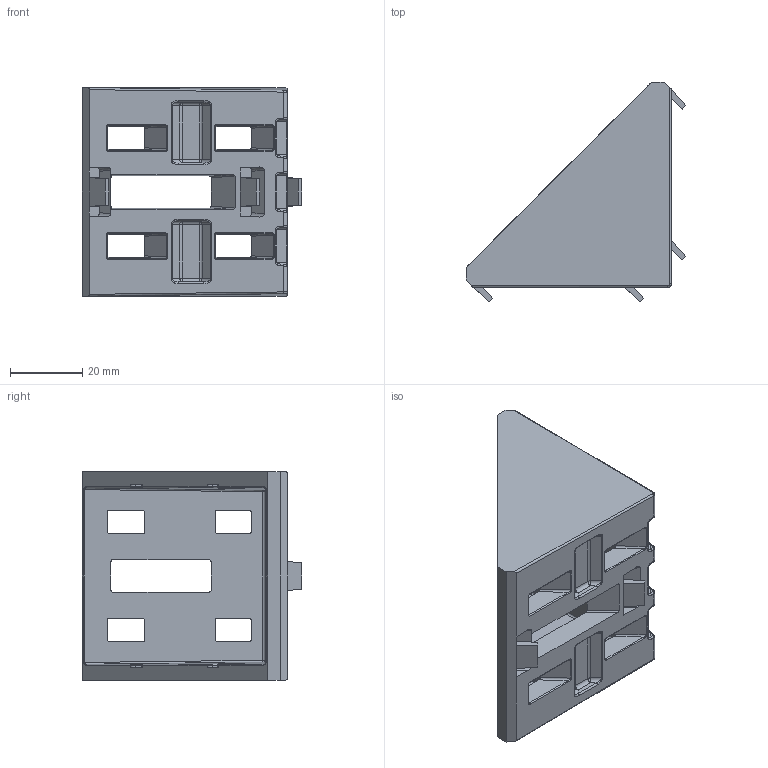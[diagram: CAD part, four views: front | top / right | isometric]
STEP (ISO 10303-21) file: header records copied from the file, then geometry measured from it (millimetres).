
FILE_DESCRIPTION (( 'STEP AP214' ), '1' );
FILE_NAME ('6268130', '2019-01-28T17:15:38', ( '' ), ('JUGARD+KÜNSTNER GmbH'), 'SwSTEP 2.0', 'SolidWorks 2017', '' );
FILE_SCHEMA (( 'AUTOMOTIVE_DESIGN' ));
Length unit declared in the file: millimetre
Products named in the file (1): 6268130
Bounding box: 61.02 x 61.02 x 58 mm (x, y, z)
Volume: 38727.7 mm3; surface area: 20161.5 mm2
Topology: 1 solids, 1 shells, 454 faces, 1111 edges, 658 vertices
Faces by surface type: cylinder 197, plane 130, bspline 127
Entity records: 16012 total; most frequent: CARTESIAN_POINT 6334, ORIENTED_EDGE 2206, DIRECTION 1744, EDGE_CURVE 1103, VERTEX_POINT 658, AXIS2_PLACEMENT_3D 589, VECTOR 566, LINE 566
